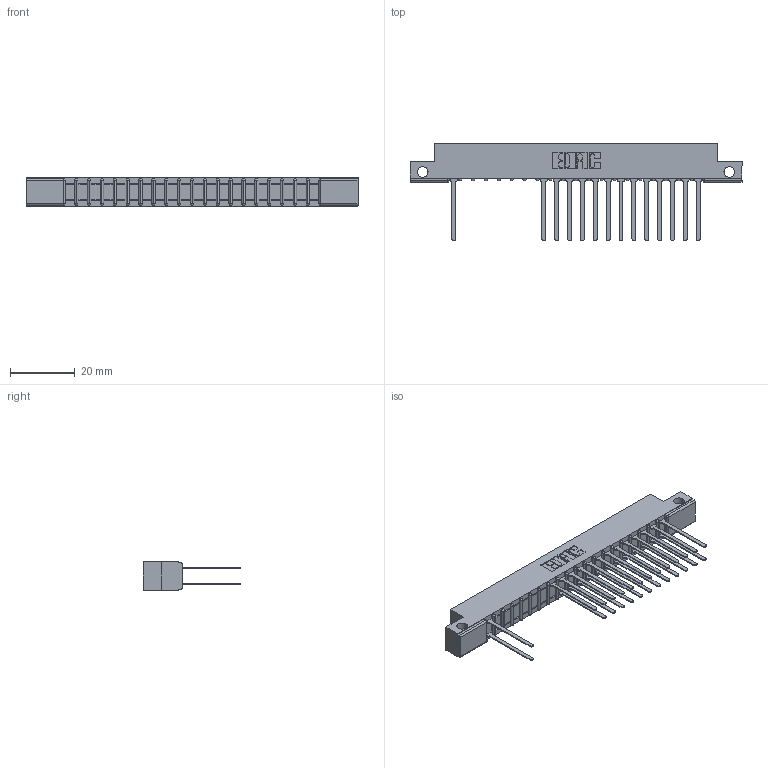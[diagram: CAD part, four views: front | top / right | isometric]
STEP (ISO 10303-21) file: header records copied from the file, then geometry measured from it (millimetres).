
FILE_DESCRIPTION (( 'STEP AP203' ), '1' );
FILE_NAME ('307-040-540-212.STEP', '2018-08-05T14:54:08', ( '' ), ( '' ), 'SwSTEP 2.0', 'SolidWorks 2016', '' );
FILE_SCHEMA (( 'CONFIG_CONTROL_DESIGN' ));
Length unit declared in the file: inch
Products named in the file (3): 307 Part_.128 Dia Side Mounting Holes; 307-290-001_540; 307-040-540-212
Assembly tree (28 placements, depth 2):
  307-040-540-212
    307 Part_.128 Dia Side Mounting Holes
    307-290-001_540  x27
Bounding box: 102.26 x 30 x 8.71 mm (x, y, z)
Volume: 6595.7 mm3; surface area: 11273.3 mm2
Topology: 28 solids, 28 shells, 1511 faces, 4249 edges, 2738 vertices
Faces by surface type: plane 985, cylinder 484, sphere 42
Entity records: 20052 total; most frequent: CARTESIAN_POINT 3339, ORIENTED_EDGE 3318, DIRECTION 3267, EDGE_CURVE 1659, VECTOR 1263, LINE 1263, VERTEX_POINT 1074, AXIS2_PLACEMENT_3D 1002
